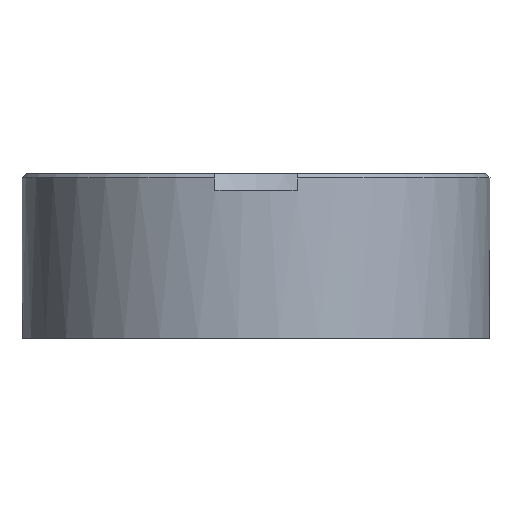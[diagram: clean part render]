
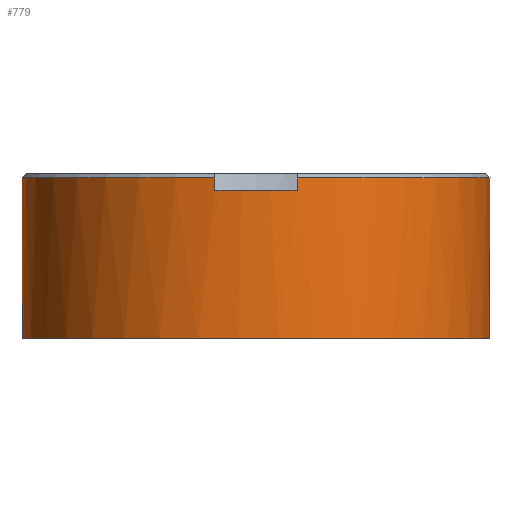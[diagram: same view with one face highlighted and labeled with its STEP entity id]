
A CAD part, left-side view. The second image highlights one B-rep face of the part: STEP entity #779.
In plain terms, the highlighted cylindrical face has radius 22.8 mm (diameter 45.6 mm), a full revolution.
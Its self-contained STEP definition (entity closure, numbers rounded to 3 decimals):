
#105 = VERTEX_POINT('',#106);
#106 = CARTESIAN_POINT('',(14.687,17.439,15.6));
#113 = EDGE_CURVE('',#105,#114,#116,.T.);
#114 = VERTEX_POINT('',#115);
#115 = CARTESIAN_POINT('',(14.687,17.439,14.4));
#116 = LINE('',#117,#118);
#117 = CARTESIAN_POINT('',(14.687,17.439,0.));
#118 = VECTOR('',#119,1.);
#119 = DIRECTION('',(-0.,-0.,-1.));
#171 = VERTEX_POINT('',#172);
#172 = CARTESIAN_POINT('',(22.8,0.,15.6));
#180 = EDGE_CURVE('',#171,#105,#181,.T.);
#181 = CIRCLE('',#182,22.8);
#182 = AXIS2_PLACEMENT_3D('',#183,#184,#185);
#183 = CARTESIAN_POINT('',(0.,0.,15.6));
#184 = DIRECTION('',(0.,0.,1.));
#185 = DIRECTION('',(1.,0.,-0.));
#254 = VERTEX_POINT('',#255);
#255 = CARTESIAN_POINT('',(14.687,-17.439,15.6));
#264 = EDGE_CURVE('',#254,#171,#265,.T.);
#265 = CIRCLE('',#266,22.8);
#266 = AXIS2_PLACEMENT_3D('',#267,#268,#269);
#267 = CARTESIAN_POINT('',(0.,0.,15.6));
#268 = DIRECTION('',(-0.,0.,1.));
#269 = DIRECTION('',(0.644,-0.765,0.));
#721 = VERTEX_POINT('',#722);
#722 = CARTESIAN_POINT('',(14.687,-17.439,14.4));
#728 = EDGE_CURVE('',#254,#721,#729,.T.);
#729 = LINE('',#730,#731);
#730 = CARTESIAN_POINT('',(14.687,-17.439,0.));
#731 = VECTOR('',#732,1.);
#732 = DIRECTION('',(-0.,-0.,-1.));
#779 = ADVANCED_FACE('',(#780),#911,.T.);
#780 = FACE_BOUND('',#781,.F.);
#781 = EDGE_LOOP('',(#782,#790,#799,#807,#816,#824,#831,#832,#833,#834,
    #843,#851,#860,#868,#877,#885,#894,#902,#909,#910));
#782 = ORIENTED_EDGE('',*,*,#783,.F.);
#783 = EDGE_CURVE('',#784,#171,#786,.T.);
#784 = VERTEX_POINT('',#785);
#785 = CARTESIAN_POINT('',(22.8,0.,10.));
#786 = LINE('',#787,#788);
#787 = CARTESIAN_POINT('',(22.8,0.,0.));
#788 = VECTOR('',#789,1.);
#789 = DIRECTION('',(0.,0.,1.));
#790 = ORIENTED_EDGE('',*,*,#791,.T.);
#791 = EDGE_CURVE('',#784,#792,#794,.T.);
#792 = VERTEX_POINT('',#793);
#793 = CARTESIAN_POINT('',(13.169,-18.612,10.));
#794 = CIRCLE('',#795,22.8);
#795 = AXIS2_PLACEMENT_3D('',#796,#797,#798);
#796 = CARTESIAN_POINT('',(0.,0.,10.));
#797 = DIRECTION('',(0.,0.,-1.));
#798 = DIRECTION('',(1.,0.,0.));
#799 = ORIENTED_EDGE('',*,*,#800,.F.);
#800 = EDGE_CURVE('',#801,#792,#803,.T.);
#801 = VERTEX_POINT('',#802);
#802 = CARTESIAN_POINT('',(13.169,-18.612,0.));
#803 = LINE('',#804,#805);
#804 = CARTESIAN_POINT('',(13.169,-18.612,0.));
#805 = VECTOR('',#806,1.);
#806 = DIRECTION('',(0.,0.,1.));
#807 = ORIENTED_EDGE('',*,*,#808,.F.);
#808 = EDGE_CURVE('',#809,#801,#811,.T.);
#809 = VERTEX_POINT('',#810);
#810 = CARTESIAN_POINT('',(15.839,16.4,0.));
#811 = CIRCLE('',#812,22.8);
#812 = AXIS2_PLACEMENT_3D('',#813,#814,#815);
#813 = CARTESIAN_POINT('',(0.,0.,0.));
#814 = DIRECTION('',(0.,0.,1.));
#815 = DIRECTION('',(1.,0.,0.));
#816 = ORIENTED_EDGE('',*,*,#817,.T.);
#817 = EDGE_CURVE('',#809,#818,#820,.T.);
#818 = VERTEX_POINT('',#819);
#819 = CARTESIAN_POINT('',(15.839,16.4,10.));
#820 = LINE('',#821,#822);
#821 = CARTESIAN_POINT('',(15.839,16.4,0.));
#822 = VECTOR('',#823,1.);
#823 = DIRECTION('',(0.,0.,1.));
#824 = ORIENTED_EDGE('',*,*,#825,.T.);
#825 = EDGE_CURVE('',#818,#784,#826,.T.);
#826 = CIRCLE('',#827,22.8);
#827 = AXIS2_PLACEMENT_3D('',#828,#829,#830);
#828 = CARTESIAN_POINT('',(0.,0.,10.));
#829 = DIRECTION('',(0.,0.,-1.));
#830 = DIRECTION('',(1.,0.,0.));
#831 = ORIENTED_EDGE('',*,*,#783,.T.);
#832 = ORIENTED_EDGE('',*,*,#180,.T.);
#833 = ORIENTED_EDGE('',*,*,#113,.T.);
#834 = ORIENTED_EDGE('',*,*,#835,.F.);
#835 = EDGE_CURVE('',#836,#114,#838,.T.);
#836 = VERTEX_POINT('',#837);
#837 = CARTESIAN_POINT('',(7.759,21.439,14.4));
#838 = CIRCLE('',#839,22.8);
#839 = AXIS2_PLACEMENT_3D('',#840,#841,#842);
#840 = CARTESIAN_POINT('',(0.,0.,14.4));
#841 = DIRECTION('',(0.,0.,-1.));
#842 = DIRECTION('',(1.,0.,0.));
#843 = ORIENTED_EDGE('',*,*,#844,.F.);
#844 = EDGE_CURVE('',#845,#836,#847,.T.);
#845 = VERTEX_POINT('',#846);
#846 = CARTESIAN_POINT('',(7.759,21.439,15.6));
#847 = LINE('',#848,#849);
#848 = CARTESIAN_POINT('',(7.759,21.439,0.));
#849 = VECTOR('',#850,1.);
#850 = DIRECTION('',(-0.,-0.,-1.));
#851 = ORIENTED_EDGE('',*,*,#852,.T.);
#852 = EDGE_CURVE('',#845,#853,#855,.T.);
#853 = VERTEX_POINT('',#854);
#854 = CARTESIAN_POINT('',(-22.446,4.,15.6));
#855 = CIRCLE('',#856,22.8);
#856 = AXIS2_PLACEMENT_3D('',#857,#858,#859);
#857 = CARTESIAN_POINT('',(0.,0.,15.6));
#858 = DIRECTION('',(0.,-0.,1.));
#859 = DIRECTION('',(0.34,0.94,0.));
#860 = ORIENTED_EDGE('',*,*,#861,.T.);
#861 = EDGE_CURVE('',#853,#862,#864,.T.);
#862 = VERTEX_POINT('',#863);
#863 = CARTESIAN_POINT('',(-22.446,4.,14.4));
#864 = LINE('',#865,#866);
#865 = CARTESIAN_POINT('',(-22.446,4.,0.));
#866 = VECTOR('',#867,1.);
#867 = DIRECTION('',(-0.,-0.,-1.));
#868 = ORIENTED_EDGE('',*,*,#869,.F.);
#869 = EDGE_CURVE('',#870,#862,#872,.T.);
#870 = VERTEX_POINT('',#871);
#871 = CARTESIAN_POINT('',(-22.446,-4.,14.4));
#872 = CIRCLE('',#873,22.8);
#873 = AXIS2_PLACEMENT_3D('',#874,#875,#876);
#874 = CARTESIAN_POINT('',(0.,0.,14.4));
#875 = DIRECTION('',(0.,0.,-1.));
#876 = DIRECTION('',(1.,0.,0.));
#877 = ORIENTED_EDGE('',*,*,#878,.F.);
#878 = EDGE_CURVE('',#879,#870,#881,.T.);
#879 = VERTEX_POINT('',#880);
#880 = CARTESIAN_POINT('',(-22.446,-4.,15.6));
#881 = LINE('',#882,#883);
#882 = CARTESIAN_POINT('',(-22.446,-4.,0.));
#883 = VECTOR('',#884,1.);
#884 = DIRECTION('',(-0.,-0.,-1.));
#885 = ORIENTED_EDGE('',*,*,#886,.T.);
#886 = EDGE_CURVE('',#879,#887,#889,.T.);
#887 = VERTEX_POINT('',#888);
#888 = CARTESIAN_POINT('',(7.759,-21.439,15.6));
#889 = CIRCLE('',#890,22.8);
#890 = AXIS2_PLACEMENT_3D('',#891,#892,#893);
#891 = CARTESIAN_POINT('',(0.,0.,15.6));
#892 = DIRECTION('',(0.,0.,1.));
#893 = DIRECTION('',(-0.984,-0.175,0.));
#894 = ORIENTED_EDGE('',*,*,#895,.T.);
#895 = EDGE_CURVE('',#887,#896,#898,.T.);
#896 = VERTEX_POINT('',#897);
#897 = CARTESIAN_POINT('',(7.759,-21.439,14.4));
#898 = LINE('',#899,#900);
#899 = CARTESIAN_POINT('',(7.759,-21.439,0.));
#900 = VECTOR('',#901,1.);
#901 = DIRECTION('',(-0.,-0.,-1.));
#902 = ORIENTED_EDGE('',*,*,#903,.F.);
#903 = EDGE_CURVE('',#721,#896,#904,.T.);
#904 = CIRCLE('',#905,22.8);
#905 = AXIS2_PLACEMENT_3D('',#906,#907,#908);
#906 = CARTESIAN_POINT('',(0.,0.,14.4));
#907 = DIRECTION('',(0.,0.,-1.));
#908 = DIRECTION('',(1.,0.,0.));
#909 = ORIENTED_EDGE('',*,*,#728,.F.);
#910 = ORIENTED_EDGE('',*,*,#264,.T.);
#911 = CYLINDRICAL_SURFACE('',#912,22.8);
#912 = AXIS2_PLACEMENT_3D('',#913,#914,#915);
#913 = CARTESIAN_POINT('',(0.,0.,0.));
#914 = DIRECTION('',(-0.,-0.,-1.));
#915 = DIRECTION('',(1.,0.,0.));
